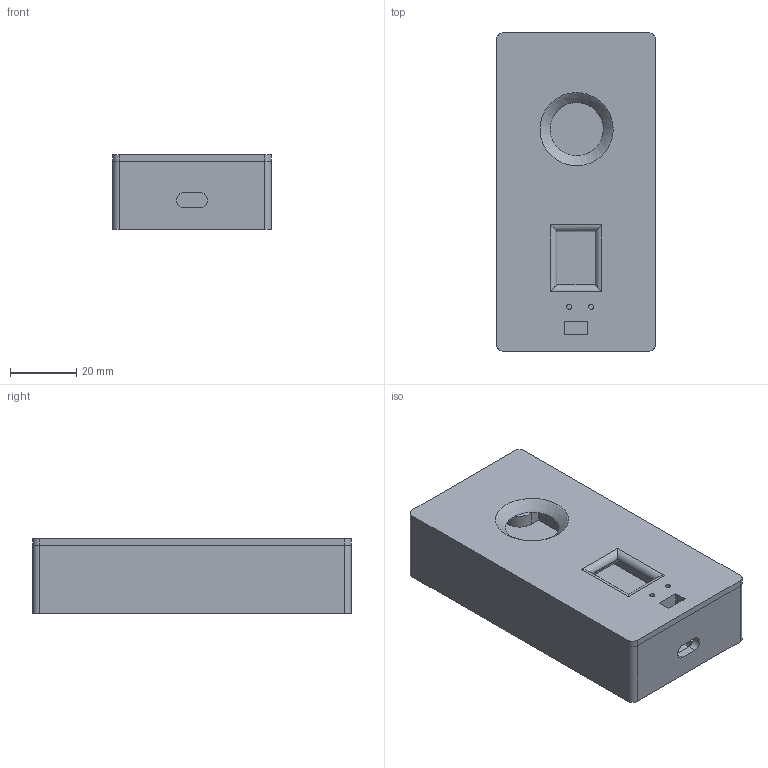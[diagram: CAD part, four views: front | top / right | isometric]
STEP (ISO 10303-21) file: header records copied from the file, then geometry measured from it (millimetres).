
FILE_DESCRIPTION(/* description */ (''),/* implementation_level */ '2;1');
FILE_NAME(/* name */ 'Roast Meter 2.0.step',/* time_stamp */ '2023-03-17T20:09:16-04:00',/* author */ (''),/* organization */ (''),/* preprocessor_version */ 'ST-DEVELOPER v19.2',/* originating_system */ 'Autodesk Translation Framework v11.17.0.187',/* authorisation */ '');
FILE_SCHEMA (('AUTOMOTIVE_DESIGN { 1 0 10303 214 3 1 1 }'));
Length unit declared in the file: millimetre
Products named in the file (1): Roast Meter
Bounding box: 47.78 x 95.84 x 22.5 mm (x, y, z)
Volume: 39708.1 mm3; surface area: 31277.7 mm2
Topology: 2 solids, 2 shells, 194 faces, 448 edges, 292 vertices
Faces by surface type: plane 113, cylinder 68, bspline 13
Full cylindrical faces by diameter (mm): 1.5 x2, 1.8 x2, 2.8 x8, 3.4 x4, 4.8 x4, 5.75 x4, 5.8 x4, 5.9 x4
Entity records: 6506 total; most frequent: CARTESIAN_POINT 1981, DIRECTION 909, ORIENTED_EDGE 896, EDGE_CURVE 448, AXIS2_PLACEMENT_3D 311, VERTEX_POINT 292, LINE 287, VECTOR 287
